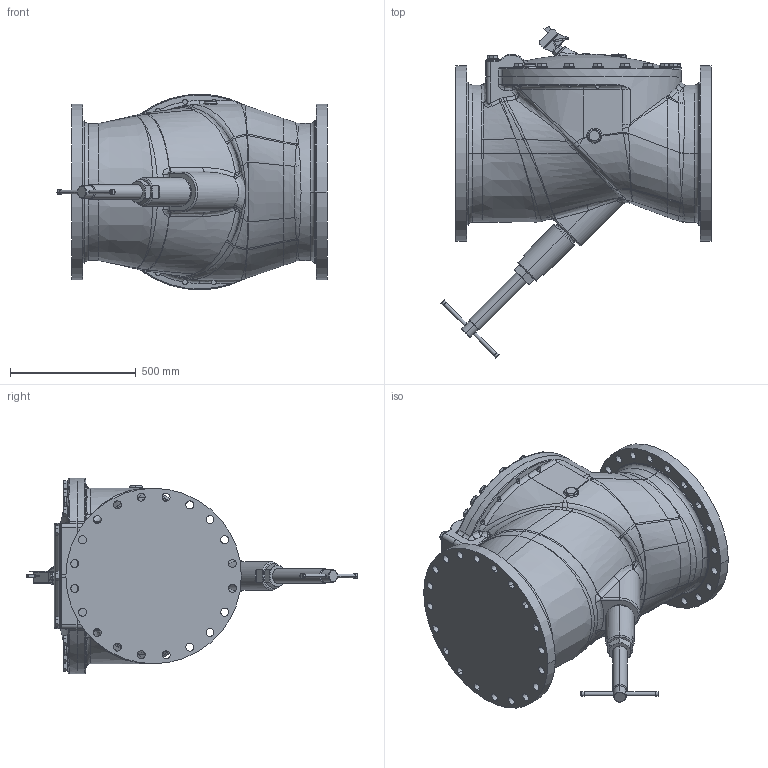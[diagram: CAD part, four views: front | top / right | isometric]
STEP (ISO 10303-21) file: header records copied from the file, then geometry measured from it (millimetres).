
FILE_DESCRIPTION((''),'2;1');
FILE_NAME('520ABFMI_SW0001','2023-11-02T07:38:11',('jlesh'),(''),'CREO PARAMETRIC BY PTC INC, 2023072','CREO PARAMETRIC BY PTC INC, 2023072','');
FILE_SCHEMA(('AUTOMOTIVE_DESIGN { 1 0 10303 214 1 1 1 1 }'));
Length unit declared in the file: inch
Products named in the file (1): 520ABFMI_SW0001
Bounding box: 1074.8 x 1321.59 x 777.96 mm (x, y, z)
Volume: 335867191 mm3; surface area: 3852691.1 mm2
Topology: 2 solids, 3 shells, 1168 faces, 2753 edges, 1656 vertices
Faces by surface type: plane 295, bspline 283, cylinder 260, torus 163, cone 149, sphere 18
Entity records: 68406 total; most frequent: CARTESIAN_POINT 36424, ORIENTED_EDGE 5488, DIRECTION 4867, EDGE_CURVE 2744, AXIS2_PLACEMENT_3D 2090, VERTEX_POINT 1656, COLOUR_RGB 1334, EDGE_LOOP 1328
